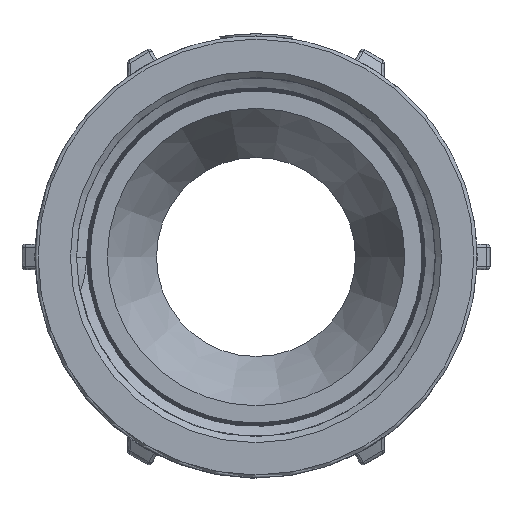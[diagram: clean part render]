
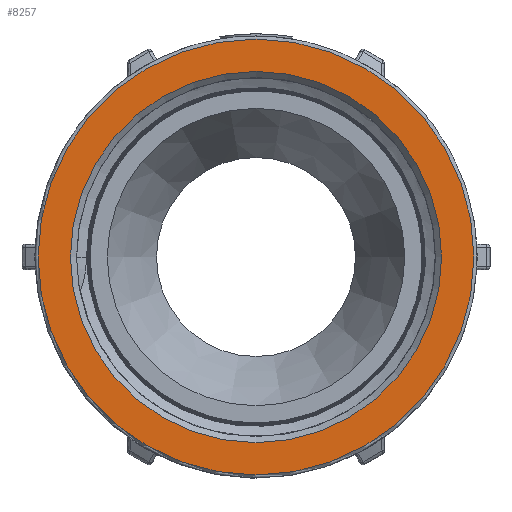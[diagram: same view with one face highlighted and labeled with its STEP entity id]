
A CAD part, left-side view. The second image highlights one B-rep face of the part: STEP entity #8257.
In plain terms, the highlighted planar face has unit normal (-1, 0, 0).
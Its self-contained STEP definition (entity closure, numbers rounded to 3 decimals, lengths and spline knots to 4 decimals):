
#208=CIRCLE($,#8671,2.125);
#209=CIRCLE($,#8673,1.8096);
#372=PLANE($,#8672);
#446=FACE_BOUND($,#1512,.T.);
#447=FACE_BOUND($,#1513,.T.);
#1512=EDGE_LOOP($,(#7514));
#1513=EDGE_LOOP($,(#7515));
#3822=VERTEX_POINT($,#64778);
#3823=VERTEX_POINT($,#64781);
#5058=EDGE_CURVE($,#3822,#3822,#208,.T.);
#5059=EDGE_CURVE($,#3823,#3823,#209,.T.);
#7514=ORIENTED_EDGE($,*,*,#5059,.T.);
#7515=ORIENTED_EDGE($,*,*,#5058,.F.);
#8257=ADVANCED_FACE($,(#446,#447),#372,.T.);
#8671=AXIS2_PLACEMENT_3D($,#64779,#9919,#9920);
#8672=AXIS2_PLACEMENT_3D($,#64780,#9921,#9922);
#8673=AXIS2_PLACEMENT_3D($,#64782,#9923,#9924);
#9919=DIRECTION('center_axis',(1.,0.,0.));
#9920=DIRECTION('ref_axis',(0.,-1.,0.));
#9921=DIRECTION('center_axis',(-1.,0.,0.));
#9922=DIRECTION('ref_axis',(0.,0.,1.));
#9923=DIRECTION('center_axis',(1.,0.,0.));
#9924=DIRECTION('ref_axis',(0.,0.,-1.));
#64778=CARTESIAN_POINT('',(0.,2.125,0.));
#64779=CARTESIAN_POINT('Origin',(0.,0.,0.));
#64780=CARTESIAN_POINT('Origin',(0.,2.155,0.));
#64781=CARTESIAN_POINT('',(0.,1.8096,0.));
#64782=CARTESIAN_POINT('Origin',(0.,0.,0.));
